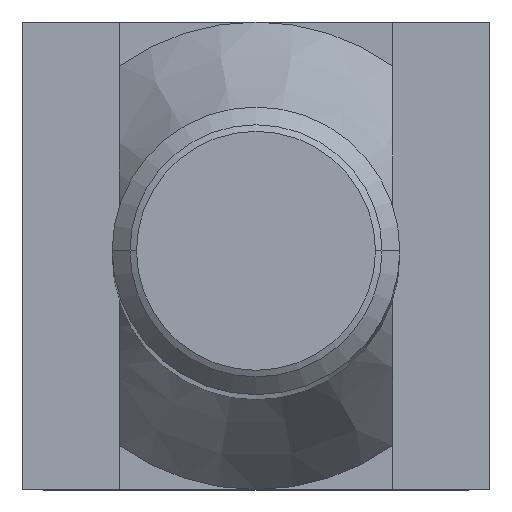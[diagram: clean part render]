
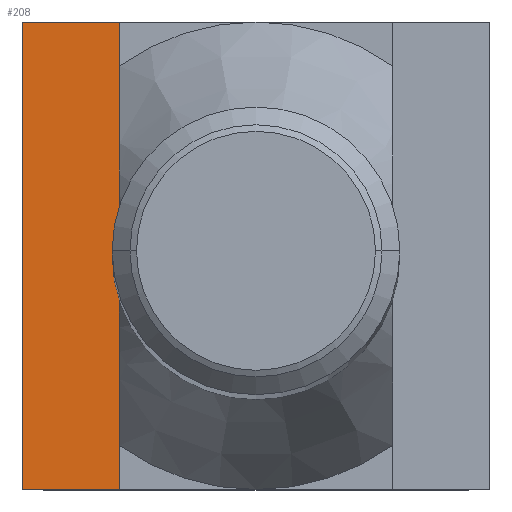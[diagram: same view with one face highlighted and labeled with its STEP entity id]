
A CAD part, top view. The second image highlights one B-rep face of the part: STEP entity #208.
In plain terms, the highlighted planar face has unit normal (0, 0, 1).
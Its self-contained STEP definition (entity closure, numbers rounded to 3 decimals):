
#174=EDGE_CURVE('',#372,#214,#434,.T.);
#208=ADVANCED_FACE('',(#470),#471,.T.);
#214=VERTEX_POINT('',#477);
#218=EDGE_CURVE('',#372,#230,#481,.T.);
#220=EDGE_CURVE('',#250,#230,#483,.T.);
#230=VERTEX_POINT('',#495);
#234=EDGE_CURVE('',#214,#250,#499,.T.);
#250=VERTEX_POINT('',#518);
#372=VERTEX_POINT('',#654);
#434=LINE('',#721,#722);
#470=FACE_OUTER_BOUND('',#783,.T.);
#471=PLANE('',#784);
#477=CARTESIAN_POINT('',(-6.5,6.5,0.0));
#481=LINE('',#807,#808);
#483=LINE('',#811,#812);
#495=CARTESIAN_POINT('',(-3.8,-6.5,0.0));
#499=LINE('',#828,#829);
#518=CARTESIAN_POINT('',(-6.5,-6.5,0.0));
#654=CARTESIAN_POINT('',(-3.8,6.5,0.0));
#721=CARTESIAN_POINT('',(-3.8,6.5,0.0));
#722=VECTOR('',#1114,1.0);
#783=EDGE_LOOP('',(#1140,#1141,#1142,#1143));
#784=AXIS2_PLACEMENT_3D('',#1144,#1145,#1146);
#807=CARTESIAN_POINT('',(-3.8,0.,0.0));
#808=VECTOR('',#1148,1.0);
#811=CARTESIAN_POINT('',(-3.8,-6.5,0.0));
#812=VECTOR('',#1149,1.0);
#828=CARTESIAN_POINT('',(-6.5,0.,0.0));
#829=VECTOR('',#1166,1.0);
#1114=DIRECTION('',(-1.0,0.0,0.0));
#1140=ORIENTED_EDGE('',*,*,#220,.T.);
#1141=ORIENTED_EDGE('',*,*,#218,.F.);
#1142=ORIENTED_EDGE('',*,*,#174,.T.);
#1143=ORIENTED_EDGE('',*,*,#234,.T.);
#1144=CARTESIAN_POINT('',(-6.5,0.,0.0));
#1145=DIRECTION('',(0.0,0.,1.0));
#1146=DIRECTION('',(0.0,-1.0,0.));
#1148=DIRECTION('',(0.0,-1.0,0.));
#1149=DIRECTION('',(1.0,0.0,0.0));
#1166=DIRECTION('',(0.0,-1.0,0.));
